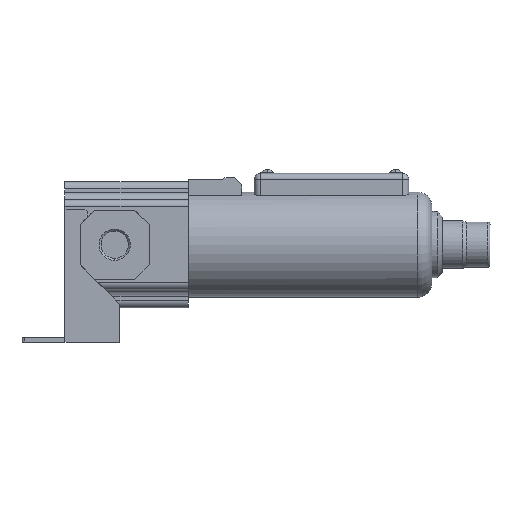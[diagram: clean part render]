
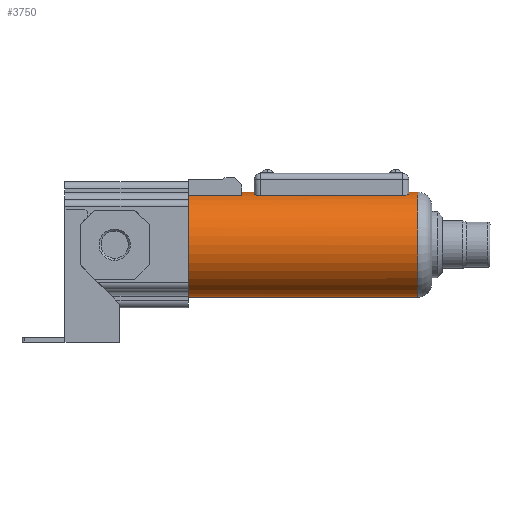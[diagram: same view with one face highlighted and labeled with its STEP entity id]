
A CAD part, left-side view. The second image highlights one B-rep face of the part: STEP entity #3750.
In plain terms, the highlighted cylindrical face has radius 22.1 mm (diameter 44.2 mm), a partial arc.
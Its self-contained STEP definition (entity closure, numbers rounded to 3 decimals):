
#11 = CARTESIAN_POINT ( 'NONE',  ( -7.473, -59.756, 20.798 ) ) ;
#138 = CARTESIAN_POINT ( 'NONE',  ( -5.5, -123.8, 21.405 ) ) ;
#297 = VERTEX_POINT ( 'NONE', #138 ) ;
#303 = CIRCLE ( 'NONE', #5087, 22.1 ) ;
#360 = CARTESIAN_POINT ( 'NONE',  ( -6.737, -123.478, 21.048 ) ) ;
#417 = CARTESIAN_POINT ( 'NONE',  ( -7.93, -121.973, 20.629 ) ) ;
#428 = DIRECTION ( 'NONE',  ( 0., 1., 0. ) ) ;
#488 = CARTESIAN_POINT ( 'NONE',  ( -7.367, -59.63, 20.836 ) ) ;
#523 = LINE ( 'NONE', #4360, #762 ) ;
#538 = DIRECTION ( 'NONE',  ( 0., 0., 1. ) ) ;
#564 = VECTOR ( 'NONE', #2139, 1000. ) ;
#576 = EDGE_CURVE ( 'NONE', #4208, #3603, #5052, .T. ) ;
#681 = EDGE_CURVE ( 'NONE', #4884, #2830, #4934, .T. ) ;
#693 = DIRECTION ( 'NONE',  ( 0., -1., 0. ) ) ;
#703 = CARTESIAN_POINT ( 'NONE',  ( 0., -58.8, 22.1 ) ) ;
#732 = CARTESIAN_POINT ( 'NONE',  ( -6.296, -123.675, 21.185 ) ) ;
#734 = AXIS2_PLACEMENT_3D ( 'NONE', #5082, #4694, #1157 ) ;
#754 = FACE_OUTER_BOUND ( 'NONE', #2194, .T. ) ;
#762 = VECTOR ( 'NONE', #1681, 1000. ) ;
#787 = EDGE_CURVE ( 'NONE', #4208, #4441, #1258, .T. ) ;
#803 = CARTESIAN_POINT ( 'NONE',  ( -7.656, -122.576, 20.732 ) ) ;
#822 = AXIS2_PLACEMENT_3D ( 'NONE', #1362, #3782, #538 ) ;
#845 = CARTESIAN_POINT ( 'NONE',  ( -7.867, -60.477, 20.653 ) ) ;
#885 = EDGE_CURVE ( 'NONE', #3241, #2913, #4442, .T. ) ;
#900 = CARTESIAN_POINT ( 'NONE',  ( -6.745, -59.108, 21.048 ) ) ;
#923 = CARTESIAN_POINT ( 'NONE',  ( 0., -123.8, 22.1 ) ) ;
#958 = ORIENTED_EDGE ( 'NONE', *, *, #1829, .F. ) ;
#1101 = DIRECTION ( 'NONE',  ( 0., 1., 0. ) ) ;
#1110 = CARTESIAN_POINT ( 'NONE',  ( -5.824, -123.784, 21.319 ) ) ;
#1152 = CARTESIAN_POINT ( 'NONE',  ( -8., -158., 20.601 ) ) ;
#1157 = DIRECTION ( 'NONE',  ( 1., 0., 0. ) ) ;
#1179 = ORIENTED_EDGE ( 'NONE', *, *, #2930, .F. ) ;
#1194 = DIRECTION ( 'NONE',  ( 0., 0., 1. ) ) ;
#1198 = CARTESIAN_POINT ( 'NONE',  ( -8., -61.3, 20.601 ) ) ;
#1199 = VERTEX_POINT ( 'NONE', #3177 ) ;
#1229 = VERTEX_POINT ( 'NONE', #3977 ) ;
#1258 = B_SPLINE_CURVE_WITH_KNOTS ( 'NONE', 3,
 ( #1198, #3184, #1312, #2826, #845, #3263, #2010, #11, #488, #3573, #900, #4811, #3159, #2884, #2477, #1281 ),
 .UNSPECIFIED., .F., .F.,
 ( 4, 2, 2, 2, 2, 2, 2, 4 ),
 ( 0., 0., 0.001, 0.001, 0.002, 0.003, 0.003, 0.004 ),
 .UNSPECIFIED. ) ;
#1278 = LINE ( 'NONE', #4452, #564 ) ;
#1281 = CARTESIAN_POINT ( 'NONE',  ( -5.5, -58.8, 21.405 ) ) ;
#1309 = CARTESIAN_POINT ( 'NONE',  ( 0., -53.6, 22.1 ) ) ;
#1312 = CARTESIAN_POINT ( 'NONE',  ( -7.983, -60.965, 20.608 ) ) ;
#1326 = B_SPLINE_CURVE_WITH_KNOTS ( 'NONE', 3,
 ( #2268, #3914, #1110, #2380, #732, #4328, #360, #3167, #1602, #3145, #2326, #803, #3942, #417, #3532, #1968 ),
 .UNSPECIFIED., .F., .F.,
 ( 4, 2, 2, 2, 2, 2, 2, 4 ),
 ( 0., 0., 0.001, 0.001, 0.002, 0.002, 0.003, 0.004 ),
 .UNSPECIFIED. ) ;
#1362 = CARTESIAN_POINT ( 'NONE',  ( 0., -31., 0. ) ) ;
#1456 = AXIS2_PLACEMENT_3D ( 'NONE', #2284, #428, #1194 ) ;
#1498 = CARTESIAN_POINT ( 'NONE',  ( -8., -158., 20.601 ) ) ;
#1602 = CARTESIAN_POINT ( 'NONE',  ( -7.135, -123.198, 20.917 ) ) ;
#1622 = CIRCLE ( 'NONE', #4001, 22.1 ) ;
#1636 = VECTOR ( 'NONE', #2686, 1000. ) ;
#1652 = VERTEX_POINT ( 'NONE', #923 ) ;
#1681 = DIRECTION ( 'NONE',  ( 0., 1., 0. ) ) ;
#1829 = EDGE_CURVE ( 'NONE', #4901, #2830, #1622, .T. ) ;
#1911 = ORIENTED_EDGE ( 'NONE', *, *, #4957, .T. ) ;
#1968 = CARTESIAN_POINT ( 'NONE',  ( -8., -121.3, 20.601 ) ) ;
#2010 = CARTESIAN_POINT ( 'NONE',  ( -7.659, -60.028, 20.731 ) ) ;
#2139 = DIRECTION ( 'NONE',  ( 0., 1., 0. ) ) ;
#2164 = DIRECTION ( 'NONE',  ( 0., -1., 0. ) ) ;
#2194 = EDGE_LOOP ( 'NONE', ( #958, #2734, #2240, #3295, #1179, #1911, #4658, #3827, #3034, #4794, #4776, #3737 ) ) ;
#2240 = ORIENTED_EDGE ( 'NONE', *, *, #885, .F. ) ;
#2249 = CARTESIAN_POINT ( 'NONE',  ( 0., -53.6, 0. ) ) ;
#2268 = CARTESIAN_POINT ( 'NONE',  ( -5.5, -123.8, 21.405 ) ) ;
#2280 = CIRCLE ( 'NONE', #1456, 22.1 ) ;
#2284 = CARTESIAN_POINT ( 'NONE',  ( 0., -123.8, 0. ) ) ;
#2326 = CARTESIAN_POINT ( 'NONE',  ( -7.471, -122.847, 20.799 ) ) ;
#2333 = EDGE_CURVE ( 'NONE', #4884, #4441, #4336, .T. ) ;
#2380 = CARTESIAN_POINT ( 'NONE',  ( -6.14, -123.722, 21.231 ) ) ;
#2477 = CARTESIAN_POINT ( 'NONE',  ( -5.664, -58.8, 21.363 ) ) ;
#2661 = EDGE_CURVE ( 'NONE', #297, #1652, #2280, .T. ) ;
#2663 = DIRECTION ( 'NONE',  ( 0., 1., 0. ) ) ;
#2674 = CARTESIAN_POINT ( 'NONE',  ( 0., -58.8, 22.1 ) ) ;
#2686 = DIRECTION ( 'NONE',  ( 0., -1., 0. ) ) ;
#2734 = ORIENTED_EDGE ( 'NONE', *, *, #3399, .F. ) ;
#2799 = EDGE_CURVE ( 'NONE', #1229, #3241, #1278, .T. ) ;
#2826 = CARTESIAN_POINT ( 'NONE',  ( -7.917, -60.639, 20.633 ) ) ;
#2830 = VERTEX_POINT ( 'NONE', #1309 ) ;
#2884 = CARTESIAN_POINT ( 'NONE',  ( -5.825, -58.816, 21.319 ) ) ;
#2913 = VERTEX_POINT ( 'NONE', #3406 ) ;
#2930 = EDGE_CURVE ( 'NONE', #1199, #1229, #303, .T. ) ;
#2961 = CARTESIAN_POINT ( 'NONE',  ( 0., -31., -22.1 ) ) ;
#3021 = CARTESIAN_POINT ( 'NONE',  ( 0., -127.5, 0. ) ) ;
#3034 = ORIENTED_EDGE ( 'NONE', *, *, #576, .F. ) ;
#3145 = CARTESIAN_POINT ( 'NONE',  ( -7.367, -122.971, 20.836 ) ) ;
#3159 = CARTESIAN_POINT ( 'NONE',  ( -6.142, -58.878, 21.23 ) ) ;
#3167 = CARTESIAN_POINT ( 'NONE',  ( -7.007, -123.301, 20.96 ) ) ;
#3177 = CARTESIAN_POINT ( 'NONE',  ( 0., -127.5, 22.1 ) ) ;
#3184 = CARTESIAN_POINT ( 'NONE',  ( -8., -61.131, 20.601 ) ) ;
#3241 = VERTEX_POINT ( 'NONE', #2961 ) ;
#3263 = CARTESIAN_POINT ( 'NONE',  ( -7.737, -60.172, 20.701 ) ) ;
#3295 = ORIENTED_EDGE ( 'NONE', *, *, #2799, .F. ) ;
#3357 = CARTESIAN_POINT ( 'NONE',  ( -8., -121.3, 20.601 ) ) ;
#3399 = EDGE_CURVE ( 'NONE', #2913, #4901, #5035, .T. ) ;
#3406 = CARTESIAN_POINT ( 'NONE',  ( -8., -31., 20.601 ) ) ;
#3532 = CARTESIAN_POINT ( 'NONE',  ( -8., -121.639, 20.601 ) ) ;
#3573 = CARTESIAN_POINT ( 'NONE',  ( -7.02, -59.289, 20.957 ) ) ;
#3603 = VERTEX_POINT ( 'NONE', #3357 ) ;
#3737 = ORIENTED_EDGE ( 'NONE', *, *, #681, .T. ) ;
#3750 = ADVANCED_FACE ( 'NONE', ( #754 ), #3889, .T. ) ;
#3782 = DIRECTION ( 'NONE',  ( 0., 1., 0. ) ) ;
#3827 = ORIENTED_EDGE ( 'NONE', *, *, #4824, .T. ) ;
#3889 = CYLINDRICAL_SURFACE ( 'NONE', #734, 22.1 ) ;
#3913 = DIRECTION ( 'NONE',  ( 0., 0., -1. ) ) ;
#3914 = CARTESIAN_POINT ( 'NONE',  ( -5.664, -123.8, 21.363 ) ) ;
#3942 = CARTESIAN_POINT ( 'NONE',  ( -7.737, -122.429, 20.702 ) ) ;
#3977 = CARTESIAN_POINT ( 'NONE',  ( 0., -127.5, -22.1 ) ) ;
#4001 = AXIS2_PLACEMENT_3D ( 'NONE', #2249, #2663, #4256 ) ;
#4013 = CARTESIAN_POINT ( 'NONE',  ( -8., -61.3, 20.601 ) ) ;
#4192 = VECTOR ( 'NONE', #693, 1000. ) ;
#4208 = VERTEX_POINT ( 'NONE', #4013 ) ;
#4256 = DIRECTION ( 'NONE',  ( 0., 0., 1. ) ) ;
#4304 = CARTESIAN_POINT ( 'NONE',  ( -8., -53.6, 20.601 ) ) ;
#4328 = CARTESIAN_POINT ( 'NONE',  ( -6.595, -123.553, 21.094 ) ) ;
#4336 = CIRCLE ( 'NONE', #4583, 22.1 ) ;
#4360 = CARTESIAN_POINT ( 'NONE',  ( 0., -127.5, 22.1 ) ) ;
#4441 = VERTEX_POINT ( 'NONE', #4986 ) ;
#4442 = CIRCLE ( 'NONE', #822, 22.1 ) ;
#4452 = CARTESIAN_POINT ( 'NONE',  ( 0., -127.5, -22.1 ) ) ;
#4583 = AXIS2_PLACEMENT_3D ( 'NONE', #4666, #5005, #3913 ) ;
#4658 = ORIENTED_EDGE ( 'NONE', *, *, #2661, .F. ) ;
#4666 = CARTESIAN_POINT ( 'NONE',  ( 0., -58.8, 0. ) ) ;
#4694 = DIRECTION ( 'NONE',  ( 0., 1., 0. ) ) ;
#4771 = VECTOR ( 'NONE', #1101, 1000. ) ;
#4776 = ORIENTED_EDGE ( 'NONE', *, *, #2333, .F. ) ;
#4794 = ORIENTED_EDGE ( 'NONE', *, *, #787, .T. ) ;
#4811 = CARTESIAN_POINT ( 'NONE',  ( -6.298, -58.925, 21.184 ) ) ;
#4824 = EDGE_CURVE ( 'NONE', #297, #3603, #1326, .T. ) ;
#4884 = VERTEX_POINT ( 'NONE', #703 ) ;
#4891 = DIRECTION ( 'NONE',  ( 0., 0., -1. ) ) ;
#4901 = VERTEX_POINT ( 'NONE', #4304 ) ;
#4934 = LINE ( 'NONE', #2674, #4771 ) ;
#4957 = EDGE_CURVE ( 'NONE', #1199, #1652, #523, .T. ) ;
#4986 = CARTESIAN_POINT ( 'NONE',  ( -5.5, -58.8, 21.405 ) ) ;
#5005 = DIRECTION ( 'NONE',  ( 0., -1., 0. ) ) ;
#5035 = LINE ( 'NONE', #1498, #1636 ) ;
#5052 = LINE ( 'NONE', #1152, #4192 ) ;
#5082 = CARTESIAN_POINT ( 'NONE',  ( 0., -158., 0. ) ) ;
#5087 = AXIS2_PLACEMENT_3D ( 'NONE', #3021, #2164, #4891 ) ;
